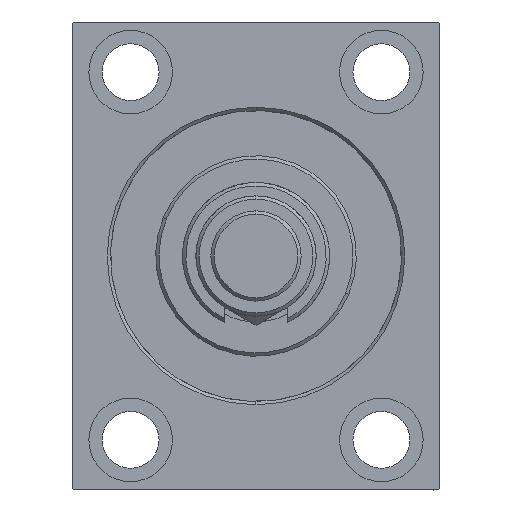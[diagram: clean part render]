
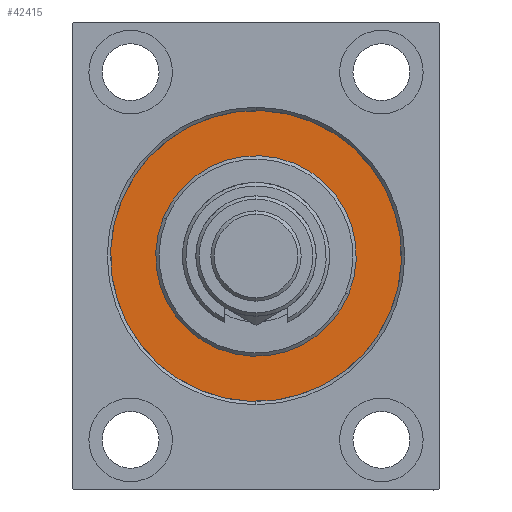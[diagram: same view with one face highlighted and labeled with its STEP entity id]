
A CAD part, left-side view. The second image highlights one B-rep face of the part: STEP entity #42415.
In plain terms, the highlighted face is planar.
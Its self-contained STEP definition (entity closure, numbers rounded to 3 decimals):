
#130 = CIRCLE ( 'NONE', #33504, 30. ) ;
#3151 = DIRECTION ( 'NONE',  ( -1., 0., 0. ) ) ;
#3413 = CIRCLE ( 'NONE', #29938, 43.5 ) ;
#6704 = PLANE ( 'NONE',  #46667 ) ;
#7139 = ORIENTED_EDGE ( 'NONE', *, *, #40221, .F. ) ;
#7551 = DIRECTION ( 'NONE',  ( 0., 0., -1. ) ) ;
#10964 = DIRECTION ( 'NONE',  ( 0., 0., 1. ) ) ;
#13481 = EDGE_CURVE ( 'NONE', #44346, #23425, #130, .T. ) ;
#13505 = EDGE_CURVE ( 'NONE', #23425, #44346, #25918, .T. ) ;
#15600 = DIRECTION ( 'NONE',  ( 1., 0., 0. ) ) ;
#17599 = FACE_BOUND ( 'NONE', #45619, .T. ) ;
#17667 = CARTESIAN_POINT ( 'NONE',  ( 0., 0., 30. ) ) ;
#17919 = ORIENTED_EDGE ( 'NONE', *, *, #40664, .F. ) ;
#18935 = CARTESIAN_POINT ( 'NONE',  ( 0., 0., 0. ) ) ;
#20070 = ORIENTED_EDGE ( 'NONE', *, *, #13481, .F. ) ;
#23425 = VERTEX_POINT ( 'NONE', #17667 ) ;
#25918 = CIRCLE ( 'NONE', #26668, 30. ) ;
#26527 = DIRECTION ( 'NONE',  ( 1., 0., 0. ) ) ;
#26668 = AXIS2_PLACEMENT_3D ( 'NONE', #26759, #26527, #7551 ) ;
#26759 = CARTESIAN_POINT ( 'NONE',  ( 0., 0., 0. ) ) ;
#26924 = ORIENTED_EDGE ( 'NONE', *, *, #13505, .F. ) ;
#27847 = CARTESIAN_POINT ( 'NONE',  ( 0., 0., 0. ) ) ;
#28279 = EDGE_LOOP ( 'NONE', ( #7139, #17919 ) ) ;
#28792 = DIRECTION ( 'NONE',  ( 0., 0., 1. ) ) ;
#29938 = AXIS2_PLACEMENT_3D ( 'NONE', #33000, #37046, #40104 ) ;
#31341 = CARTESIAN_POINT ( 'NONE',  ( 0., 0., 43.5 ) ) ;
#31436 = AXIS2_PLACEMENT_3D ( 'NONE', #27847, #46080, #28792 ) ;
#33000 = CARTESIAN_POINT ( 'NONE',  ( 0., 0., 0. ) ) ;
#33504 = AXIS2_PLACEMENT_3D ( 'NONE', #18935, #15600, #36747 ) ;
#36747 = DIRECTION ( 'NONE',  ( 0., 0., -1. ) ) ;
#37046 = DIRECTION ( 'NONE',  ( -1., 0., 0. ) ) ;
#37258 = CARTESIAN_POINT ( 'NONE',  ( 0., 0., -43.5 ) ) ;
#39873 = CARTESIAN_POINT ( 'NONE',  ( 0., 0., -30. ) ) ;
#40104 = DIRECTION ( 'NONE',  ( 0., 0., 1. ) ) ;
#40221 = EDGE_CURVE ( 'NONE', #45297, #44247, #45081, .T. ) ;
#40664 = EDGE_CURVE ( 'NONE', #44247, #45297, #3413, .T. ) ;
#42415 = ADVANCED_FACE ( 'NONE', ( #17599, #43457 ), #6704, .F. ) ;
#43457 = FACE_OUTER_BOUND ( 'NONE', #28279, .T. ) ;
#43699 = CARTESIAN_POINT ( 'NONE',  ( 0., 0., 0. ) ) ;
#44247 = VERTEX_POINT ( 'NONE', #31341 ) ;
#44346 = VERTEX_POINT ( 'NONE', #39873 ) ;
#45081 = CIRCLE ( 'NONE', #31436, 43.5 ) ;
#45297 = VERTEX_POINT ( 'NONE', #37258 ) ;
#45619 = EDGE_LOOP ( 'NONE', ( #26924, #20070 ) ) ;
#46080 = DIRECTION ( 'NONE',  ( -1., 0., 0. ) ) ;
#46667 = AXIS2_PLACEMENT_3D ( 'NONE', #43699, #3151, #10964 ) ;
